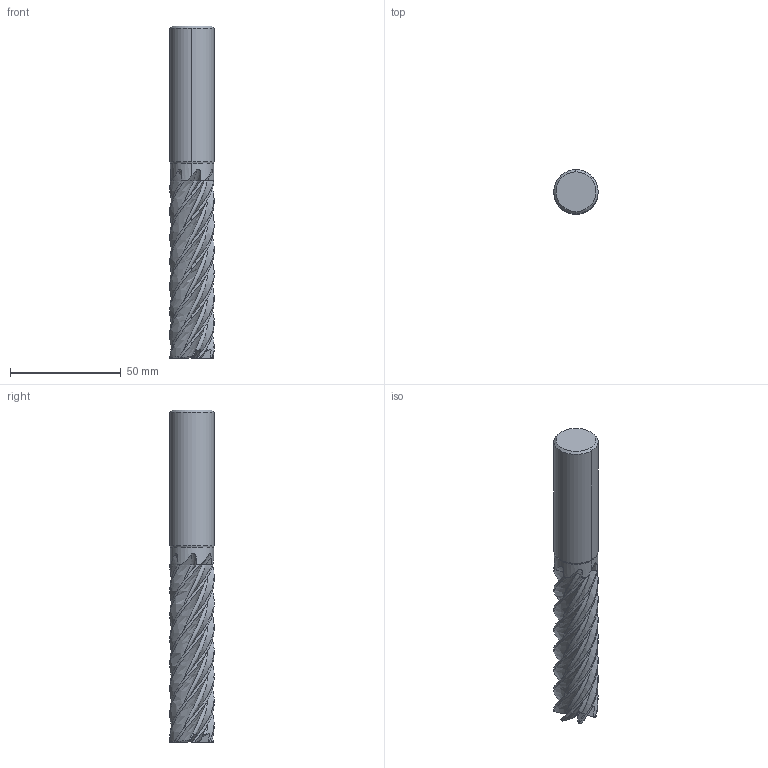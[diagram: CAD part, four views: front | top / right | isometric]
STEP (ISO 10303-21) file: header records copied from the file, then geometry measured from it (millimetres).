
FILE_DESCRIPTION(('no description'),'unknown implementation level');
FILE_NAME('EXPK1-M04-0043-20-Detail.stp',' ',('CIMSOURCE GmbH'),('CADClick - KiM GmbH - www.kimweb.de'),'unknown preprocess','ACIS','unknown authorization');
FILE_SCHEMA(('automotive_design'));
Length unit declared in the file: millimetre
Products named in the file (2): NOCUT; CUT
Bounding box: 20 x 20 x 150 mm (x, y, z)
Volume: 37051.8 mm3; surface area: 17464.1 mm2
Topology: 2 solids, 2 shells, 217 faces, 607 edges, 392 vertices
Faces by surface type: plane 100, bspline 56, cone 30, revolution 21, cylinder 10
Entity records: 44065 total; most frequent: CARTESIAN_POINT 32268, STYLED_ITEM 1218, PRESENTATION_STYLE_ASSIGNMENT 1218, COLOUR_RGB 1218, ORIENTED_EDGE 1214, DIRECTION 828, EDGE_CURVE 607, CURVE_STYLE 607
